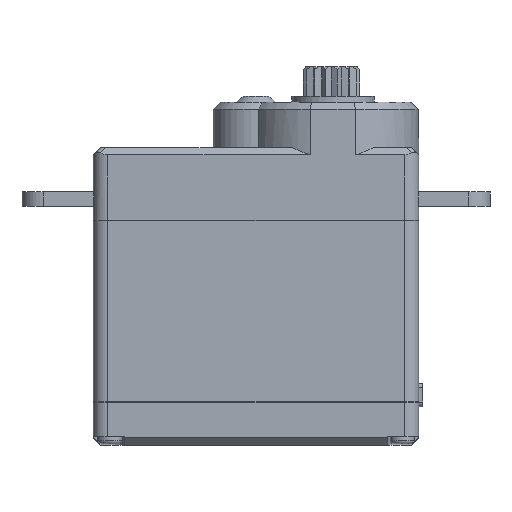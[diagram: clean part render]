
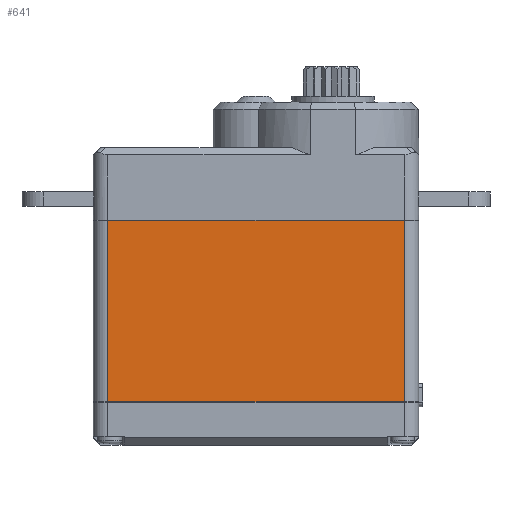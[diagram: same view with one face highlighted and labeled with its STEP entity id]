
A CAD part, top view. The second image highlights one B-rep face of the part: STEP entity #641.
In plain terms, the highlighted planar face has unit normal (0, 0, 1).
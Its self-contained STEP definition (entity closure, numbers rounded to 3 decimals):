
#133=DIRECTION('',(0.,-1.,0.));
#134=VECTOR('',#133,12.7);
#135=CARTESIAN_POINT('',(-10.4,12.7,5.8));
#136=LINE('',#135,#134);
#197=DIRECTION('',(0.,1.,0.));
#198=VECTOR('',#197,12.7);
#199=CARTESIAN_POINT('',(10.4,0.,
5.8));
#200=LINE('',#199,#198);
#205=DIRECTION('',(1.,0.,0.));
#206=VECTOR('',#205,20.8);
#207=CARTESIAN_POINT('',(-10.4,0.,
5.8));
#208=LINE('',#207,#206);
#209=DIRECTION('',(-1.,0.,0.));
#210=VECTOR('',#209,20.8);
#211=CARTESIAN_POINT('',(10.4,12.7,5.8));
#212=LINE('',#211,#210);
#413=CARTESIAN_POINT('',(10.4,0.,5.8));
#415=VERTEX_POINT('',#413);
#417=CARTESIAN_POINT('',(-10.4,0.,
5.8));
#418=VERTEX_POINT('',#417);
#457=CARTESIAN_POINT('',(10.4,12.7,5.8));
#459=VERTEX_POINT('',#457);
#461=CARTESIAN_POINT('',(-10.4,12.7,5.8));
#462=VERTEX_POINT('',#461);
#629=CARTESIAN_POINT('',(0.,6.35,5.8));
#630=DIRECTION('',(0.,0.,1.));
#631=DIRECTION('',(1.,0.,0.));
#632=AXIS2_PLACEMENT_3D('',#629,#630,#631);
#633=PLANE('',#632);
#634=ORIENTED_EDGE('',*,*,#613,.F.);
#635=ORIENTED_EDGE('',*,*,#571,.F.);
#636=ORIENTED_EDGE('',*,*,#534,.F.);
#638=ORIENTED_EDGE('',*,*,#637,.F.);
#639=EDGE_LOOP('',(#634,#635,#636,#638));
#640=FACE_OUTER_BOUND('',#639,.F.);
#641=ADVANCED_FACE('',(#640),#633,.T.);
#534=EDGE_CURVE('',#462,#418,#136,.T.);
#571=EDGE_CURVE('',#418,#415,#208,.T.);
#613=EDGE_CURVE('',#415,#459,#200,.T.);
#637=EDGE_CURVE('',#459,#462,#212,.T.);
